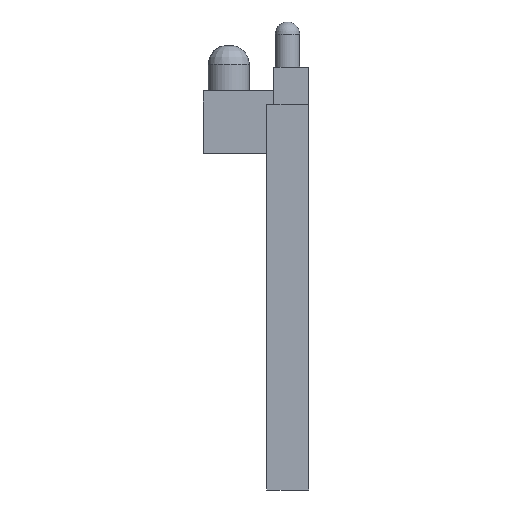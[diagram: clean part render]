
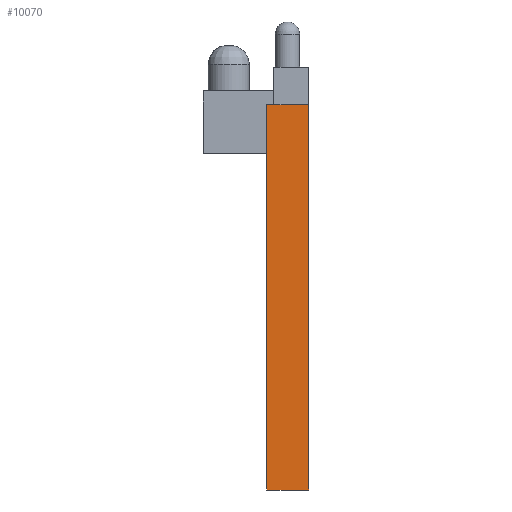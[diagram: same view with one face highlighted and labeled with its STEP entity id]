
A CAD part, left-side view. The second image highlights one B-rep face of the part: STEP entity #10070.
In plain terms, the highlighted planar face has unit normal (-1, 0, 0).
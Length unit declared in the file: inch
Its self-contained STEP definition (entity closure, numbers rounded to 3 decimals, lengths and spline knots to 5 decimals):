
#452=FACE_OUTER_BOUND('',#1045,.T.);
#1045=EDGE_LOOP('',(#7545,#7546,#7547,#7548));
#1536=LINE('',#13405,#2921);
#1757=LINE('',#13848,#3142);
#2127=LINE('',#14523,#3512);
#2153=LINE('',#14567,#3538);
#2921=VECTOR('',#10991,1.81969);
#3142=VECTOR('',#11218,1.81969);
#3512=VECTOR('',#11772,0.19799);
#3538=VECTOR('',#11834,0.19799);
#4304=VERTEX_POINT('',#13399);
#4306=VERTEX_POINT('',#13403);
#4523=VERTEX_POINT('',#13844);
#4525=VERTEX_POINT('',#13847);
#5252=EDGE_CURVE('',#4304,#4306,#1536,.T.);
#5473=EDGE_CURVE('',#4525,#4523,#1757,.T.);
#5843=EDGE_CURVE('',#4304,#4523,#2127,.T.);
#5869=EDGE_CURVE('',#4525,#4306,#2153,.T.);
#7545=ORIENTED_EDGE('',*,*,#5843,.F.);
#7546=ORIENTED_EDGE('',*,*,#5252,.T.);
#7547=ORIENTED_EDGE('',*,*,#5869,.F.);
#7548=ORIENTED_EDGE('',*,*,#5473,.T.);
#9595=PLANE('',#10581);
#10070=ADVANCED_FACE('',(#452),#9595,.T.);
#10581=AXIS2_PLACEMENT_3D('',#14566,#11832,#11833);
#10991=DIRECTION('',(0.,0.,1.));
#11218=DIRECTION('',(0.,0.,-1.));
#11772=DIRECTION('',(0.,1.,0.));
#11832=DIRECTION('center_axis',(-1.,0.,0.));
#11833=DIRECTION('ref_axis',(0.,0.,1.));
#11834=DIRECTION('',(0.,-1.,0.));
#13399=CARTESIAN_POINT('',(-1.50012,0.13701,-0.30039));
#13403=CARTESIAN_POINT('',(-1.50012,0.13701,1.51929));
#13405=CARTESIAN_POINT('',(-1.50012,0.13701,-0.30039));
#13844=CARTESIAN_POINT('',(-1.50012,0.335,-0.30039));
#13847=CARTESIAN_POINT('',(-1.50012,0.335,1.51929));
#13848=CARTESIAN_POINT('',(-1.50012,0.335,1.51929));
#14523=CARTESIAN_POINT('',(-1.50012,0.13701,-0.30039));
#14566=CARTESIAN_POINT('Origin',(-1.50012,0.,-0.30039));
#14567=CARTESIAN_POINT('',(-1.50012,0.335,1.51929));
